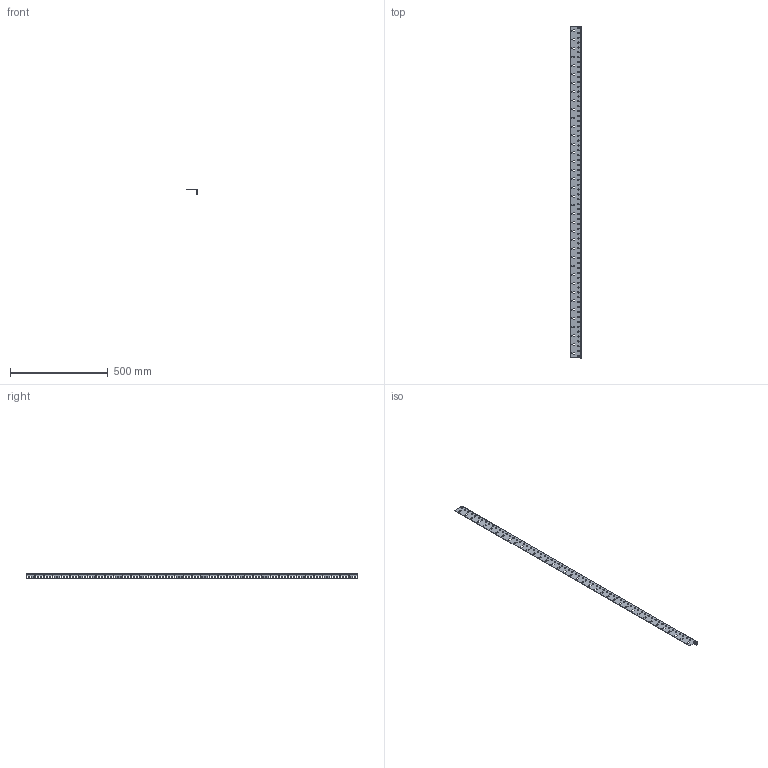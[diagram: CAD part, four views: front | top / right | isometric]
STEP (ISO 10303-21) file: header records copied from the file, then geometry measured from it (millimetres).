
FILE_DESCRIPTION (( 'STEP AP203' ), '1' );
FILE_NAME ('MA1.300.060618.50.01 Ìîíòàæíûé ïðîôèëü 19-äþéìîâ, 38U, Â1800.STEP', '2025-05-12T06:31:13', ( '' ), ( '' ), 'SwSTEP 2.0', 'SolidWorks 2021', '' );
FILE_SCHEMA (( 'CONFIG_CONTROL_DESIGN' ));
Length unit declared in the file: millimetre
Products named in the file (1): MA1.300.060618.50.01 Ìîíòàæíûé ïðîôèëü 19-äþéìîâ, 38U, Â1800
Bounding box: 55 x 1694 x 24.5 mm (x, y, z)
Volume: 226280.6 mm3; surface area: 249267 mm2
Topology: 1 solids, 1 shells, 769 faces, 2399 edges, 1632 vertices
Faces by surface type: plane 624, cylinder 145
Full cylindrical faces by diameter (mm): 2.5 x37, 4.2 x38, 6.5 x68
Entity records: 26095 total; most frequent: CARTESIAN_POINT 4446, ORIENTED_EDGE 4300, DIRECTION 3980, EDGE_CURVE 2150, VECTOR 1860, LINE 1860, VERTEX_POINT 1526, EDGE_LOOP 1502
